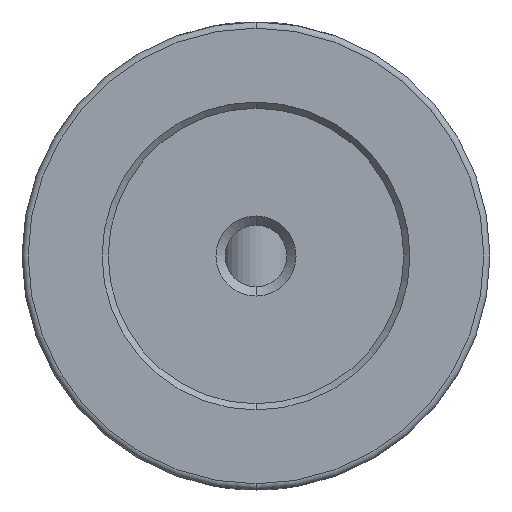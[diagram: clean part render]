
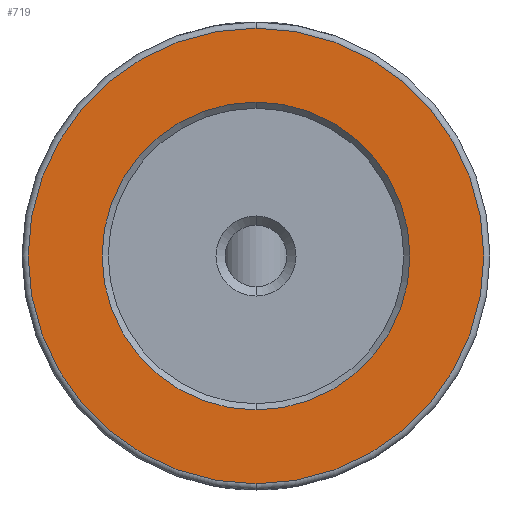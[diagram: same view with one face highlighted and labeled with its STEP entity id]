
A CAD part, front view. The second image highlights one B-rep face of the part: STEP entity #719.
In plain terms, the highlighted planar face has unit normal (0, -1, 0).
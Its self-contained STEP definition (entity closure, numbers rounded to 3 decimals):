
#35 = ORIENTED_EDGE ( 'NONE', *, *, #197, .T. ) ;
#134 = EDGE_LOOP ( 'NONE', ( #585, #35 ) ) ;
#151 = CIRCLE ( 'NONE', #516, 18.5 ) ;
#169 = CARTESIAN_POINT ( 'NONE',  ( -85.227, -66.761, 400. ) ) ;
#174 = CARTESIAN_POINT ( 'NONE',  ( -85.227, -66.761, 418.5 ) ) ;
#178 = VERTEX_POINT ( 'NONE', #922 ) ;
#187 = AXIS2_PLACEMENT_3D ( 'NONE', #169, #801, #408 ) ;
#194 = FACE_OUTER_BOUND ( 'NONE', #134, .T. ) ;
#197 = EDGE_CURVE ( 'NONE', #935, #988, #271, .T. ) ;
#214 = CARTESIAN_POINT ( 'NONE',  ( -85.227, -66.761, 400. ) ) ;
#219 = DIRECTION ( 'NONE',  ( 0., 1., 0. ) ) ;
#270 = EDGE_LOOP ( 'NONE', ( #864, #744 ) ) ;
#271 = CIRCLE ( 'NONE', #321, 18.5 ) ;
#284 = DIRECTION ( 'NONE',  ( 0., 1., 0. ) ) ;
#321 = AXIS2_PLACEMENT_3D ( 'NONE', #214, #536, #695 ) ;
#329 = AXIS2_PLACEMENT_3D ( 'NONE', #836, #219, #542 ) ;
#343 = CARTESIAN_POINT ( 'NONE',  ( -85.227, -66.761, 400. ) ) ;
#375 = CIRCLE ( 'NONE', #187, 12.5 ) ;
#408 = DIRECTION ( 'NONE',  ( 0., 0., 1. ) ) ;
#440 = CARTESIAN_POINT ( 'NONE',  ( -85.227, -66.761, 412.5 ) ) ;
#516 = AXIS2_PLACEMENT_3D ( 'NONE', #343, #623, #783 ) ;
#517 = PLANE ( 'NONE',  #329 ) ;
#536 = DIRECTION ( 'NONE',  ( 0., -1., 0. ) ) ;
#542 = DIRECTION ( 'NONE',  ( 0., 0., 1. ) ) ;
#551 = CIRCLE ( 'NONE', #868, 12.5 ) ;
#585 = ORIENTED_EDGE ( 'NONE', *, *, #931, .T. ) ;
#591 = FACE_BOUND ( 'NONE', #270, .T. ) ;
#603 = VERTEX_POINT ( 'NONE', #440 ) ;
#623 = DIRECTION ( 'NONE',  ( 0., -1., 0. ) ) ;
#641 = EDGE_CURVE ( 'NONE', #603, #178, #551, .T. ) ;
#657 = DIRECTION ( 'NONE',  ( 0., 0., 1. ) ) ;
#695 = DIRECTION ( 'NONE',  ( 0., 0., 1. ) ) ;
#719 = ADVANCED_FACE ( 'NONE', ( #591, #194 ), #517, .F. ) ;
#744 = ORIENTED_EDGE ( 'NONE', *, *, #811, .T. ) ;
#749 = CARTESIAN_POINT ( 'NONE',  ( -85.227, -66.761, 400. ) ) ;
#783 = DIRECTION ( 'NONE',  ( 0., 0., 1. ) ) ;
#801 = DIRECTION ( 'NONE',  ( 0., 1., 0. ) ) ;
#811 = EDGE_CURVE ( 'NONE', #178, #603, #375, .T. ) ;
#836 = CARTESIAN_POINT ( 'NONE',  ( -85.227, -66.761, 400. ) ) ;
#864 = ORIENTED_EDGE ( 'NONE', *, *, #641, .T. ) ;
#868 = AXIS2_PLACEMENT_3D ( 'NONE', #749, #284, #657 ) ;
#922 = CARTESIAN_POINT ( 'NONE',  ( -85.227, -66.761, 387.5 ) ) ;
#931 = EDGE_CURVE ( 'NONE', #988, #935, #151, .T. ) ;
#935 = VERTEX_POINT ( 'NONE', #943 ) ;
#943 = CARTESIAN_POINT ( 'NONE',  ( -85.227, -66.761, 381.5 ) ) ;
#988 = VERTEX_POINT ( 'NONE', #174 ) ;
